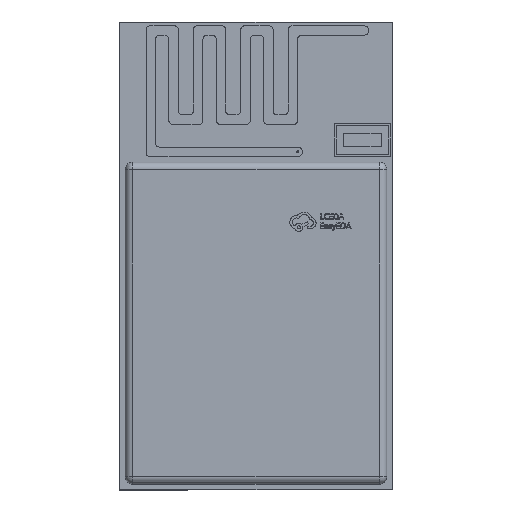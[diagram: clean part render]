
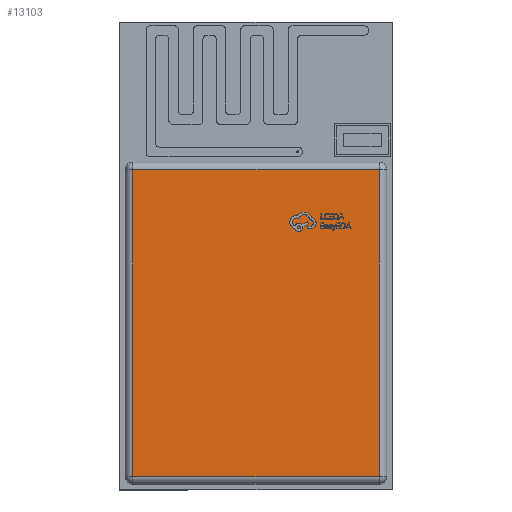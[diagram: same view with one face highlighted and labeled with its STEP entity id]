
A CAD part, top view. The second image highlights one B-rep face of the part: STEP entity #13103.
In plain terms, the highlighted planar face has unit normal (0, 0, 1).
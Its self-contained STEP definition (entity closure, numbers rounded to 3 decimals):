
#141 = CARTESIAN_POINT ( 'NONE',  ( -6.5, -11.65, 2.8 ) ) ;
#585 = VECTOR ( 'NONE', #9829, 1000. ) ;
#1320 = PLANE ( 'NONE',  #15353 ) ;
#1408 = ORIENTED_EDGE ( 'NONE', *, *, #4623, .T. ) ;
#3439 = ORIENTED_EDGE ( 'NONE', *, *, #16642, .T. ) ;
#4623 = EDGE_CURVE ( 'NONE', #17404, #18518, #14745, .T. ) ;
#4959 = VECTOR ( 'NONE', #8258, 1000. ) ;
#5454 = CARTESIAN_POINT ( 'NONE',  ( -6.9, 4.55, 2.8 ) ) ;
#5828 = DIRECTION ( 'NONE',  ( 1., 0., 0. ) ) ;
#6702 = VECTOR ( 'NONE', #13319, 1000. ) ;
#6899 = CARTESIAN_POINT ( 'NONE',  ( -6.5, 4.55, 2.8 ) ) ;
#7277 = EDGE_LOOP ( 'NONE', ( #1408, #3439, #9060, #11405 ) ) ;
#7354 = CARTESIAN_POINT ( 'NONE',  ( 0., 0., 2.8 ) ) ;
#7720 = VERTEX_POINT ( 'NONE', #6899 ) ;
#8258 = DIRECTION ( 'NONE',  ( 0., 1., 0. ) ) ;
#8924 = EDGE_CURVE ( 'NONE', #17389, #7720, #14218, .T. ) ;
#9060 = ORIENTED_EDGE ( 'NONE', *, *, #8924, .T. ) ;
#9829 = DIRECTION ( 'NONE',  ( -1., 0., 0. ) ) ;
#9832 = CARTESIAN_POINT ( 'NONE',  ( -6.5, -12.05, 2.8 ) ) ;
#10047 = FACE_OUTER_BOUND ( 'NONE', #7277, .T. ) ;
#10409 = CARTESIAN_POINT ( 'NONE',  ( 6.5, 4.55, 2.8 ) ) ;
#10650 = CARTESIAN_POINT ( 'NONE',  ( 6.9, -11.65, 2.8 ) ) ;
#11405 = ORIENTED_EDGE ( 'NONE', *, *, #12260, .T. ) ;
#11577 = DIRECTION ( 'NONE',  ( 0., 0., 1. ) ) ;
#12260 = EDGE_CURVE ( 'NONE', #7720, #17404, #17177, .T. ) ;
#12630 = DIRECTION ( 'NONE',  ( 0., -1., 0. ) ) ;
#13103 = ADVANCED_FACE ( 'NONE', ( #10047 ), #1320, .T. ) ;
#13319 = DIRECTION ( 'NONE',  ( 1., 0., 0. ) ) ;
#13716 = LINE ( 'NONE', #15407, #4959 ) ;
#14218 = LINE ( 'NONE', #5454, #585 ) ;
#14745 = LINE ( 'NONE', #10650, #6702 ) ;
#15353 = AXIS2_PLACEMENT_3D ( 'NONE', #7354, #11577, #5828 ) ;
#15407 = CARTESIAN_POINT ( 'NONE',  ( 6.5, 4.95, 2.8 ) ) ;
#16642 = EDGE_CURVE ( 'NONE', #18518, #17389, #13716, .T. ) ;
#16962 = CARTESIAN_POINT ( 'NONE',  ( 6.5, -11.65, 2.8 ) ) ;
#17177 = LINE ( 'NONE', #9832, #18799 ) ;
#17389 = VERTEX_POINT ( 'NONE', #10409 ) ;
#17404 = VERTEX_POINT ( 'NONE', #141 ) ;
#18518 = VERTEX_POINT ( 'NONE', #16962 ) ;
#18799 = VECTOR ( 'NONE', #12630, 1000. ) ;
